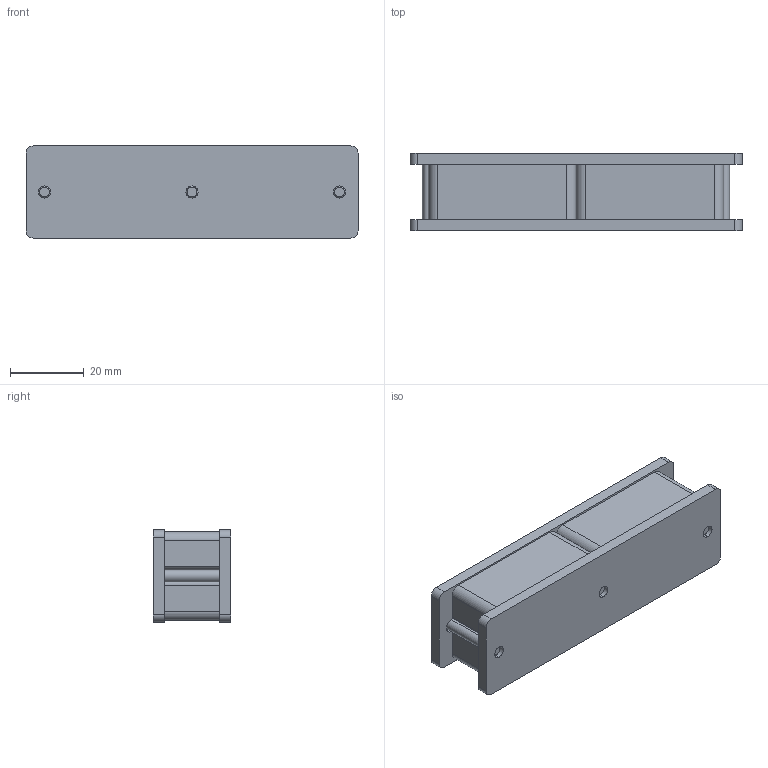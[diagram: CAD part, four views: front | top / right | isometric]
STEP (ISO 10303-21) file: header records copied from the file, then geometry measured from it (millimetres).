
FILE_DESCRIPTION (( 'STEP AP203' ), '1' );
FILE_NAME ('FC-761-2.STEP', '2022-11-11T01:47:35', ( '' ), ( '' ), 'SwSTEP 2.0', 'SolidWorks 2021', '' );
FILE_SCHEMA (( 'CONFIG_CONTROL_DESIGN' ));
Length unit declared in the file: millimetre
Products named in the file (5): FC-761-2_screws__FC-761-2; FC-761-2; FC-761-2_yoke__YOKE1; FC-761-2_magnetic__FC-761-2; FC-761-2_yoke__YOKE2
Assembly tree (7 placements, depth 2):
  FC-761-2
    FC-761-2_yoke__YOKE2
    FC-761-2_magnetic__FC-761-2  x2
    FC-761-2_yoke__YOKE1
    FC-761-2_screws__FC-761-2  x3
Bounding box: 90 x 21 x 25 mm (x, y, z)
Volume: 41822 mm3; surface area: 18897.6 mm2
Topology: 7 solids, 7 shells, 176 faces, 450 edges, 294 vertices
Faces by surface type: plane 100, cylinder 58, cone 18
Entity records: 3340 total; most frequent: CARTESIAN_POINT 498, DIRECTION 493, ORIENTED_EDGE 454, EDGE_CURVE 227, AXIS2_PLACEMENT_3D 175, VERTEX_POINT 148, VECTOR 143, LINE 143
